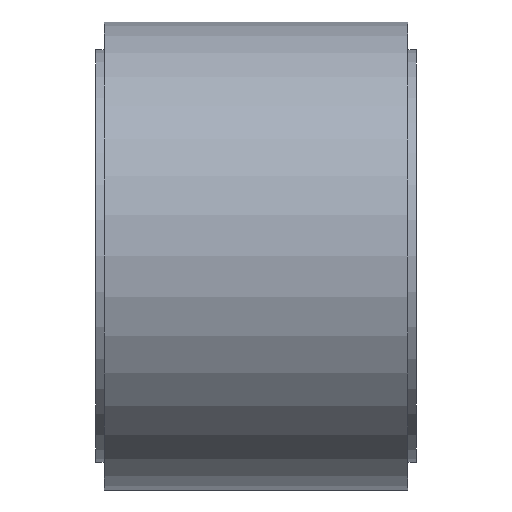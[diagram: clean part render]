
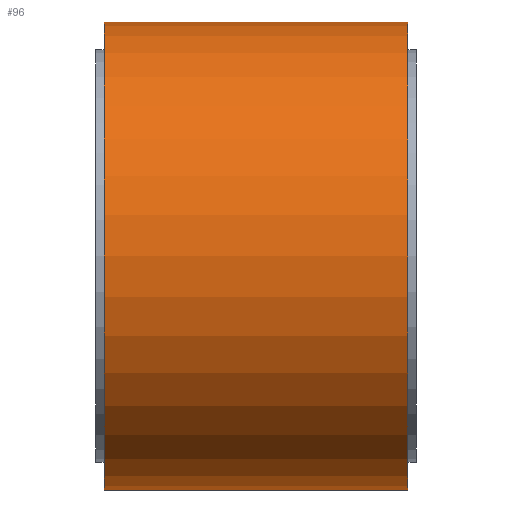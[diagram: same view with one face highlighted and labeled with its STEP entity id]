
A CAD part, left-side view. The second image highlights one B-rep face of the part: STEP entity #96.
In plain terms, the highlighted cylindrical face has radius 10.795 mm (diameter 21.59 mm), a partial arc.
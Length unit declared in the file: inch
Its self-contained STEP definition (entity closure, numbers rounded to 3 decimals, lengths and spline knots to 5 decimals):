
#16 = ORIENTED_EDGE ( 'NONE', *, *, #102, .F. ) ;
#21 = ORIENTED_EDGE ( 'NONE', *, *, #160, .F. ) ;
#24 = CARTESIAN_POINT ( 'NONE',  ( 0., -0.582, -0.425 ) ) ;
#26 = VECTOR ( 'NONE', #422, 39.37008 ) ;
#29 = ORIENTED_EDGE ( 'NONE', *, *, #147, .F. ) ;
#48 = CARTESIAN_POINT ( 'NONE',  ( 0., -0.567, -0.425 ) ) ;
#52 = LINE ( 'NONE', #24, #26 ) ;
#54 = DIRECTION ( 'NONE',  ( 0., 1., 0. ) ) ;
#59 = DIRECTION ( 'NONE',  ( 0., 0., 1. ) ) ;
#64 = LINE ( 'NONE', #270, #461 ) ;
#96 = ADVANCED_FACE ( 'NONE', ( #304 ), #324, .T. ) ;
#102 = EDGE_CURVE ( 'NONE', #337, #309, #444, .T. ) ;
#116 = CARTESIAN_POINT ( 'NONE',  ( 0., -0.015, 0.425 ) ) ;
#120 = DIRECTION ( 'NONE',  ( 0., 1., 0. ) ) ;
#123 = CARTESIAN_POINT ( 'NONE',  ( 0., -0.015, -0.425 ) ) ;
#135 = EDGE_LOOP ( 'NONE', ( #21, #29, #227, #16 ) ) ;
#140 = EDGE_CURVE ( 'NONE', #413, #309, #64, .T. ) ;
#146 = DIRECTION ( 'NONE',  ( 0., 0., -1. ) ) ;
#147 = EDGE_CURVE ( 'NONE', #413, #286, #245, .T. ) ;
#160 = EDGE_CURVE ( 'NONE', #286, #337, #52, .T. ) ;
#188 = CARTESIAN_POINT ( 'NONE',  ( 0., -0.567, 0. ) ) ;
#191 = CARTESIAN_POINT ( 'NONE',  ( 0., -0.015, 0. ) ) ;
#204 = CARTESIAN_POINT ( 'NONE',  ( 0., -0.567, 0.425 ) ) ;
#227 = ORIENTED_EDGE ( 'NONE', *, *, #140, .T. ) ;
#245 = CIRCLE ( 'NONE', #447, 0.425 ) ;
#270 = CARTESIAN_POINT ( 'NONE',  ( 0., -0.582, 0.425 ) ) ;
#286 = VERTEX_POINT ( 'NONE', #48 ) ;
#304 = FACE_OUTER_BOUND ( 'NONE', #135, .T. ) ;
#308 = CARTESIAN_POINT ( 'NONE',  ( 0., -0.582, 0. ) ) ;
#309 = VERTEX_POINT ( 'NONE', #116 ) ;
#320 = AXIS2_PLACEMENT_3D ( 'NONE', #191, #477, #146 ) ;
#324 = CYLINDRICAL_SURFACE ( 'NONE', #401, 0.425 ) ;
#337 = VERTEX_POINT ( 'NONE', #123 ) ;
#372 = DIRECTION ( 'NONE',  ( 0., 0., 1. ) ) ;
#401 = AXIS2_PLACEMENT_3D ( 'NONE', #308, #120, #59 ) ;
#413 = VERTEX_POINT ( 'NONE', #204 ) ;
#422 = DIRECTION ( 'NONE',  ( 0., 1., 0. ) ) ;
#427 = DIRECTION ( 'NONE',  ( 0., -1., 0. ) ) ;
#444 = CIRCLE ( 'NONE', #320, 0.425 ) ;
#447 = AXIS2_PLACEMENT_3D ( 'NONE', #188, #427, #372 ) ;
#461 = VECTOR ( 'NONE', #54, 39.37008 ) ;
#477 = DIRECTION ( 'NONE',  ( 0., 1., 0. ) ) ;
